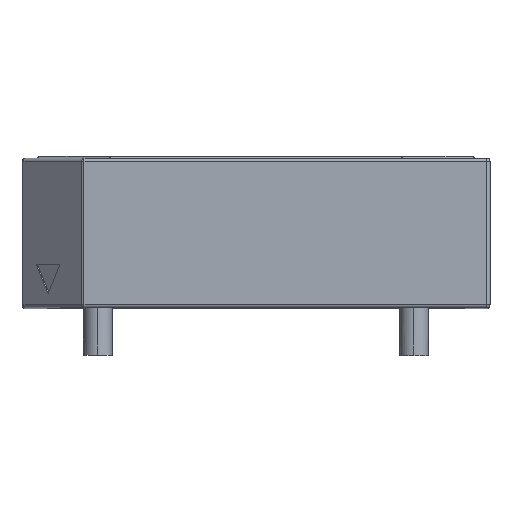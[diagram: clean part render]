
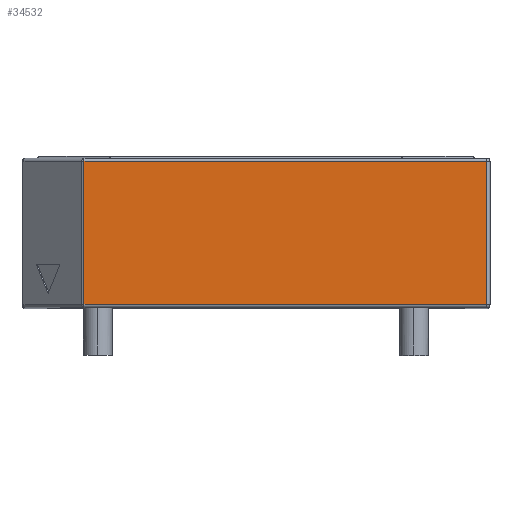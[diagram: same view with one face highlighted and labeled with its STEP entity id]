
A CAD part, top view. The second image highlights one B-rep face of the part: STEP entity #34532.
In plain terms, the highlighted planar face has unit normal (0, 0, 1).
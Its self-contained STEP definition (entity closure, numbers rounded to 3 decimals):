
#1522 = FACE_OUTER_BOUND ( 'NONE', #10030, .T. ) ;
#2714 = ORIENTED_EDGE ( 'NONE', *, *, #7614, .T. ) ;
#6114 = VERTEX_POINT ( 'NONE', #8386 ) ;
#7614 = EDGE_CURVE ( 'NONE', #14552, #30730, #32088, .T. ) ;
#7687 = DIRECTION ( 'NONE',  ( 0., 1., 0. ) ) ;
#8386 = CARTESIAN_POINT ( 'NONE',  ( -0.817, 8.8, 5. ) ) ;
#8756 = DIRECTION ( 'NONE',  ( -1., 0., 0. ) ) ;
#9166 = DIRECTION ( 'NONE',  ( 0., 0., -1. ) ) ;
#10030 = EDGE_LOOP ( 'NONE', ( #11161, #2714, #26910, #25409 ) ) ;
#11161 = ORIENTED_EDGE ( 'NONE', *, *, #32214, .T. ) ;
#11436 = AXIS2_PLACEMENT_3D ( 'NONE', #31106, #9166, #14653 ) ;
#12256 = VECTOR ( 'NONE', #25127, 1000. ) ;
#12621 = LINE ( 'NONE', #30138, #29987 ) ;
#13347 = VECTOR ( 'NONE', #7687, 1000. ) ;
#13498 = VERTEX_POINT ( 'NONE', #17263 ) ;
#14552 = VERTEX_POINT ( 'NONE', #32365 ) ;
#14653 = DIRECTION ( 'NONE',  ( -1., 0., 0. ) ) ;
#16688 = DIRECTION ( 'NONE',  ( 0., -1., 0. ) ) ;
#17263 = CARTESIAN_POINT ( 'NONE',  ( -0.817, 0.3, 5. ) ) ;
#20852 = CARTESIAN_POINT ( 'NONE',  ( 23.1, 9., 5. ) ) ;
#21152 = CARTESIAN_POINT ( 'NONE',  ( 23.1, 8.8, 5. ) ) ;
#22307 = CARTESIAN_POINT ( 'NONE',  ( -4.5, 0.3, 5. ) ) ;
#22417 = CARTESIAN_POINT ( 'NONE',  ( -0.9, 8.8, 5. ) ) ;
#25127 = DIRECTION ( 'NONE',  ( 1., 0., 0. ) ) ;
#25409 = ORIENTED_EDGE ( 'NONE', *, *, #30794, .T. ) ;
#26910 = ORIENTED_EDGE ( 'NONE', *, *, #28539, .T. ) ;
#27080 = LINE ( 'NONE', #22307, #12256 ) ;
#28048 = LINE ( 'NONE', #22417, #34318 ) ;
#28539 = EDGE_CURVE ( 'NONE', #30730, #6114, #28048, .T. ) ;
#29987 = VECTOR ( 'NONE', #16688, 1000. ) ;
#30138 = CARTESIAN_POINT ( 'NONE',  ( -0.817, 0.1, 5. ) ) ;
#30730 = VERTEX_POINT ( 'NONE', #21152 ) ;
#30794 = EDGE_CURVE ( 'NONE', #6114, #13498, #12621, .T. ) ;
#31106 = CARTESIAN_POINT ( 'NONE',  ( -4.5, 9., 5. ) ) ;
#32088 = LINE ( 'NONE', #20852, #13347 ) ;
#32214 = EDGE_CURVE ( 'NONE', #13498, #14552, #27080, .T. ) ;
#32365 = CARTESIAN_POINT ( 'NONE',  ( 23.1, 0.3, 5. ) ) ;
#33218 = PLANE ( 'NONE',  #11436 ) ;
#34318 = VECTOR ( 'NONE', #8756, 1000. ) ;
#34532 = ADVANCED_FACE ( 'NONE', ( #1522 ), #33218, .F. ) ;
